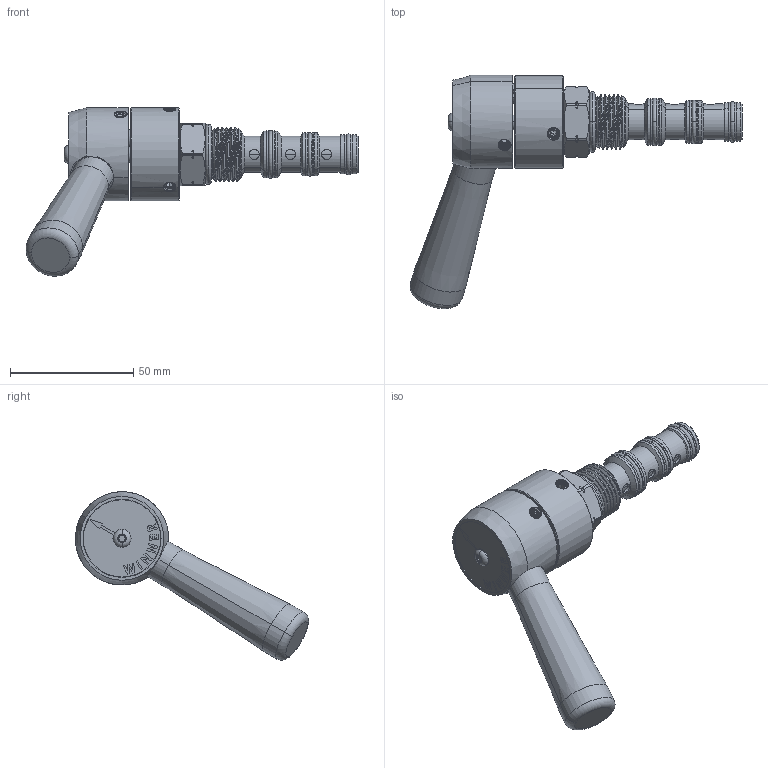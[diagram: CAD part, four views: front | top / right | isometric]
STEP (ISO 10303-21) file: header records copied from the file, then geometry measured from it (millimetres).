
FILE_DESCRIPTION (( 'STEP AP203' ), '1' );
FILE_NAME ('DR10W4B22R-1.STEP', '2024-05-29T06:45:11', ( '' ), ( '' ), 'SwSTEP 2.0', 'SolidWorks 2018', '' );
FILE_SCHEMA (( 'CONFIG_CONTROL_DESIGN' ));
Length unit declared in the file: millimetre
Products named in the file (1): DR10W4B22R-1
Bounding box: 134.9 x 94.71 x 68.43 mm (x, y, z)
Volume: 87781.7 mm3; surface area: 26480.3 mm2
Topology: 18 solids, 19 shells, 933 faces, 2416 edges, 1551 vertices
Faces by surface type: cylinder 426, plane 224, cone 144, bspline 89, torus 34, sphere 16
Entity records: 102193 total; most frequent: CARTESIAN_POINT 81929, ORIENTED_EDGE 4722, DIRECTION 3572, EDGE_CURVE 2361, VERTEX_POINT 1530, AXIS2_PLACEMENT_3D 1359, EDGE_LOOP 1001, ADVANCED_FACE 933
